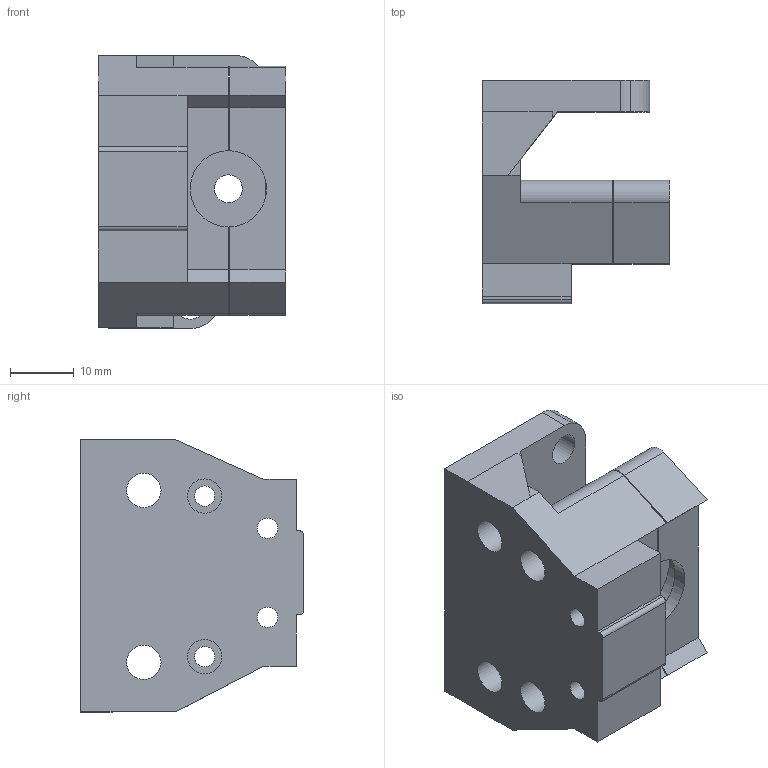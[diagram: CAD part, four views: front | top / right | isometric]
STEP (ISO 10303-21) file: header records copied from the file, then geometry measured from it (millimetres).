
FILE_DESCRIPTION(/* description */ (''),/* implementation_level */ '2;1');
FILE_NAME(/* name */ 'Orbiter.step',/* time_stamp */ '2021-04-03T23:50:52-04:00',/* author */ (''),/* organization */ (''),/* preprocessor_version */ 'ST-DEVELOPER v18.1',/* originating_system */ 'Autodesk Translation Framework v9.10.0.1330',/* authorisation */ '');
FILE_SCHEMA (('AUTOMOTIVE_DESIGN { 1 0 10303 214 3 1 1 }'));
Length unit declared in the file: millimetre
Products named in the file (2): Orbiter; Orbiter_Mount_Bracket_2
Assembly tree (1 placements, depth 2):
  Orbiter
    Orbiter_Mount_Bracket_2
Bounding box: 29.45 x 35.15 x 42.92 mm (x, y, z)
Volume: 19695.9 mm3; surface area: 9919 mm2
Topology: 2 solids, 2 shells, 81 faces, 220 edges, 145 vertices
Faces by surface type: plane 49, cylinder 31, bspline 1
Full cylindrical faces by diameter (mm): 3.2 x4, 4.4 x1, 5 x4, 5.4 x4, 6.75 x2
Entity records: 2726 total; most frequent: CARTESIAN_POINT 458, DIRECTION 448, ORIENTED_EDGE 440, EDGE_CURVE 220, LINE 154, VECTOR 154, AXIS2_PLACEMENT_3D 147, VERTEX_POINT 145
